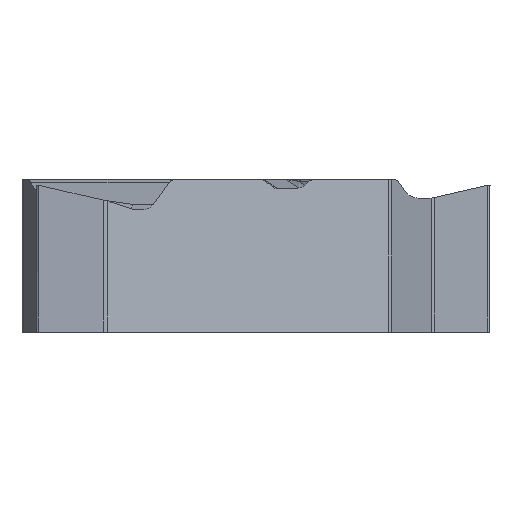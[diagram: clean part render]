
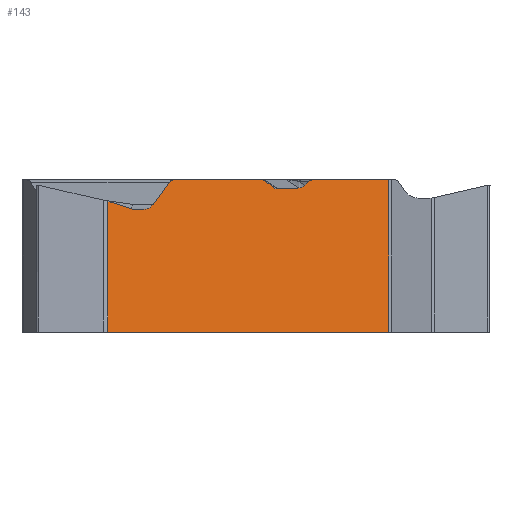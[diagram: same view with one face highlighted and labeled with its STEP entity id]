
A CAD part, front view. The second image highlights one B-rep face of the part: STEP entity #143.
In plain terms, the highlighted planar face has unit normal (0.5, -0.866, 0).
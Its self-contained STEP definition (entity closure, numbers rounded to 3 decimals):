
#143=ADVANCED_FACE('',(#266),#212,.F.);
#212=PLANE('',#1819);
#266=FACE_OUTER_BOUND('',#363,.T.);
#363=EDGE_LOOP('',(#720,#721,#722,#723,#724,#725,#726,#727,#728,#729,#730,
#731,#732,#733,#734,#735,#736,#737));
#445=CIRCLE('',#1818,0.15);
#487=ELLIPSE('',#1814,0.15,0.15);
#488=ELLIPSE('',#1815,0.167,0.15);
#489=ELLIPSE('',#1816,0.177,0.15);
#490=ELLIPSE('',#1817,0.389,0.33);
#720=ORIENTED_EDGE('',*,*,#1287,.T.);
#721=ORIENTED_EDGE('',*,*,#1288,.T.);
#722=ORIENTED_EDGE('',*,*,#1289,.T.);
#723=ORIENTED_EDGE('',*,*,#1269,.F.);
#724=ORIENTED_EDGE('',*,*,#1290,.F.);
#725=ORIENTED_EDGE('',*,*,#1291,.F.);
#726=ORIENTED_EDGE('',*,*,#1292,.F.);
#727=ORIENTED_EDGE('',*,*,#1293,.F.);
#728=ORIENTED_EDGE('',*,*,#1294,.F.);
#729=ORIENTED_EDGE('',*,*,#1295,.F.);
#730=ORIENTED_EDGE('',*,*,#1296,.F.);
#731=ORIENTED_EDGE('',*,*,#1263,.F.);
#732=ORIENTED_EDGE('',*,*,#1297,.F.);
#733=ORIENTED_EDGE('',*,*,#1298,.F.);
#734=ORIENTED_EDGE('',*,*,#1299,.T.);
#735=ORIENTED_EDGE('',*,*,#1300,.T.);
#736=ORIENTED_EDGE('',*,*,#1301,.T.);
#737=ORIENTED_EDGE('',*,*,#1302,.F.);
#1079=VERTEX_POINT('',#2900);
#1080=VERTEX_POINT('',#2902);
#1085=VERTEX_POINT('',#2954);
#1086=VERTEX_POINT('',#2956);
#1094=VERTEX_POINT('',#3152);
#1095=VERTEX_POINT('',#3153);
#1096=VERTEX_POINT('',#3155);
#1097=VERTEX_POINT('',#3158);
#1098=VERTEX_POINT('',#3160);
#1099=VERTEX_POINT('',#3174);
#1100=VERTEX_POINT('',#3176);
#1101=VERTEX_POINT('',#3190);
#1102=VERTEX_POINT('',#3192);
#1103=VERTEX_POINT('',#3195);
#1104=VERTEX_POINT('',#3197);
#1105=VERTEX_POINT('',#3199);
#1106=VERTEX_POINT('',#3201);
#1107=VERTEX_POINT('',#3203);
#1263=EDGE_CURVE('',#1079,#1080,#1467,.T.);
#1269=EDGE_CURVE('',#1085,#1086,#1471,.T.);
#1287=EDGE_CURVE('',#1094,#1095,#1478,.T.);
#1288=EDGE_CURVE('',#1095,#1096,#1479,.T.);
#1289=EDGE_CURVE('',#1096,#1086,#1480,.T.);
#1290=EDGE_CURVE('',#1097,#1085,#487,.T.);
#1291=EDGE_CURVE('',#1098,#1097,#1481,.T.);
#1292=EDGE_CURVE('',#1099,#1098,#1713,.T.);
#1293=EDGE_CURVE('',#1100,#1099,#1482,.T.);
#1294=EDGE_CURVE('',#1101,#1100,#1714,.T.);
#1295=EDGE_CURVE('',#1102,#1101,#1483,.T.);
#1296=EDGE_CURVE('',#1080,#1102,#488,.T.);
#1297=EDGE_CURVE('',#1103,#1079,#489,.T.);
#1298=EDGE_CURVE('',#1104,#1103,#1484,.T.);
#1299=EDGE_CURVE('',#1104,#1105,#490,.T.);
#1300=EDGE_CURVE('',#1105,#1106,#1485,.T.);
#1301=EDGE_CURVE('',#1106,#1107,#445,.T.);
#1302=EDGE_CURVE('',#1094,#1107,#1486,.T.);
#1467=LINE('',#2901,#1610);
#1471=LINE('',#2955,#1614);
#1478=LINE('',#3151,#1622);
#1479=LINE('',#3154,#1623);
#1480=LINE('',#3156,#1624);
#1481=LINE('',#3159,#1625);
#1482=LINE('',#3175,#1626);
#1483=LINE('',#3191,#1627);
#1484=LINE('',#3196,#1628);
#1485=LINE('',#3200,#1629);
#1486=LINE('',#3204,#1630);
#1610=VECTOR('',#2100,1.);
#1614=VECTOR('',#2104,1.);
#1622=VECTOR('',#2138,1.);
#1623=VECTOR('',#2139,1.);
#1624=VECTOR('',#2140,1.);
#1625=VECTOR('',#2143,1.);
#1626=VECTOR('',#2144,1.);
#1627=VECTOR('',#2145,1.);
#1628=VECTOR('',#2150,1.);
#1629=VECTOR('',#2153,1.);
#1630=VECTOR('',#2156,1.);
#1713=B_SPLINE_CURVE_WITH_KNOTS('',3,(#3161,#3162,#3163,#3164,#3165,#3166,
#3167,#3168,#3169,#3170,#3171,#3172,#3173),.UNSPECIFIED.,.F.,.F.,(4,3,3,
3,4),(0.,0.249,0.498,0.746,1.),
 .UNSPECIFIED.);
#1714=B_SPLINE_CURVE_WITH_KNOTS('',3,(#3177,#3178,#3179,#3180,#3181,#3182,
#3183,#3184,#3185,#3186,#3187,#3188,#3189),.UNSPECIFIED.,.F.,.F.,(4,3,3,
3,4),(0.,0.234,0.468,0.701,1.),
 .UNSPECIFIED.);
#1814=AXIS2_PLACEMENT_3D('',#3157,#2141,#2142);
#1815=AXIS2_PLACEMENT_3D('',#3193,#2146,#2147);
#1816=AXIS2_PLACEMENT_3D('',#3194,#2148,#2149);
#1817=AXIS2_PLACEMENT_3D('',#3198,#2151,#2152);
#1818=AXIS2_PLACEMENT_3D('',#3202,#2154,#2155);
#1819=AXIS2_PLACEMENT_3D('',#3205,#2157,#2158);
#2100=DIRECTION('',(0.866,0.5,0.));
#2104=DIRECTION('',(0.866,0.5,0.));
#2138=DIRECTION('',(0.,0.,-1.));
#2139=DIRECTION('',(0.866,0.5,0.));
#2140=DIRECTION('',(0.,0.,1.));
#2141=DIRECTION('',(-0.5,0.866,0.));
#2142=DIRECTION('',(0.866,0.5,0.));
#2143=DIRECTION('',(0.658,0.38,0.651));
#2144=DIRECTION('',(0.865,0.5,0.043));
#2145=DIRECTION('',(0.686,0.396,-0.611));
#2146=DIRECTION('',(-0.5,0.866,0.));
#2147=DIRECTION('',(-0.866,-0.5,0.));
#2148=DIRECTION('',(-0.5,0.866,0.));
#2149=DIRECTION('',(-0.866,-0.5,0.));
#2150=DIRECTION('',(0.557,0.322,0.765));
#2151=DIRECTION('',(-0.5,0.866,0.));
#2152=DIRECTION('',(-0.866,-0.5,0.));
#2153=DIRECTION('',(-0.866,-0.5,0.));
#2154=DIRECTION('',(-0.5,0.866,0.));
#2155=DIRECTION('',(0.,0.,-1.));
#2156=DIRECTION('',(0.837,0.483,-0.259));
#2157=DIRECTION('',(-0.5,0.866,0.));
#2158=DIRECTION('',(0.,0.,-1.));
#2900=CARTESIAN_POINT('',(-0.579,-5.834,0.22));
#2901=CARTESIAN_POINT('',(5.129,-2.538,0.22));
#2902=CARTESIAN_POINT('',(1.861,-4.425,0.22));
#2954=CARTESIAN_POINT('',(3.222,-3.639,0.22));
#2955=CARTESIAN_POINT('',(-0.367,-5.711,0.22));
#2956=CARTESIAN_POINT('',(5.332,-2.421,0.22));
#3151=CARTESIAN_POINT('',(-2.395,-6.882,-5.47));
#3152=CARTESIAN_POINT('',(-2.395,-6.882,-0.372));
#3153=CARTESIAN_POINT('',(-2.395,-6.882,-3.97));
#3154=CARTESIAN_POINT('',(-0.367,-5.711,-3.97));
#3155=CARTESIAN_POINT('',(5.332,-2.421,-3.97));
#3156=CARTESIAN_POINT('',(5.332,-2.421,3.22));
#3157=CARTESIAN_POINT('',(3.222,-3.639,0.07));
#3158=CARTESIAN_POINT('',(3.137,-3.688,0.184));
#3159=CARTESIAN_POINT('',(1.072,-4.88,-1.859));
#3160=CARTESIAN_POINT('',(3.029,-3.75,0.077));
#3161=CARTESIAN_POINT('',(2.857,-3.85,-0.002));
#3162=CARTESIAN_POINT('',(2.873,-3.841,-0.001));
#3163=CARTESIAN_POINT('',(2.888,-3.832,0.002));
#3164=CARTESIAN_POINT('',(2.904,-3.823,0.005));
#3165=CARTESIAN_POINT('',(2.919,-3.814,0.009));
#3166=CARTESIAN_POINT('',(2.934,-3.805,0.014));
#3167=CARTESIAN_POINT('',(2.949,-3.797,0.021));
#3168=CARTESIAN_POINT('',(2.963,-3.789,0.028));
#3169=CARTESIAN_POINT('',(2.977,-3.78,0.036));
#3170=CARTESIAN_POINT('',(2.99,-3.773,0.045));
#3171=CARTESIAN_POINT('',(3.004,-3.765,0.054));
#3172=CARTESIAN_POINT('',(3.017,-3.757,0.065));
#3173=CARTESIAN_POINT('',(3.029,-3.75,0.077));
#3174=CARTESIAN_POINT('',(2.857,-3.85,-0.002));
#3175=CARTESIAN_POINT('',(-0.358,-5.706,-0.16));
#3176=CARTESIAN_POINT('',(2.296,-4.173,-0.029));
#3177=CARTESIAN_POINT('',(2.124,-4.273,0.033));
#3178=CARTESIAN_POINT('',(2.136,-4.266,0.022));
#3179=CARTESIAN_POINT('',(2.148,-4.259,0.013));
#3180=CARTESIAN_POINT('',(2.161,-4.252,0.006));
#3181=CARTESIAN_POINT('',(2.173,-4.245,-0.002));
#3182=CARTESIAN_POINT('',(2.186,-4.237,-0.009));
#3183=CARTESIAN_POINT('',(2.2,-4.229,-0.014));
#3184=CARTESIAN_POINT('',(2.214,-4.221,-0.019));
#3185=CARTESIAN_POINT('',(2.228,-4.213,-0.023));
#3186=CARTESIAN_POINT('',(2.242,-4.205,-0.026));
#3187=CARTESIAN_POINT('',(2.26,-4.195,-0.029));
#3188=CARTESIAN_POINT('',(2.278,-4.184,-0.03));
#3189=CARTESIAN_POINT('',(2.296,-4.173,-0.029));
#3190=CARTESIAN_POINT('',(2.124,-4.273,0.033));
#3191=CARTESIAN_POINT('',(3.988,-3.197,-1.628));
#3192=CARTESIAN_POINT('',(1.954,-4.371,0.184));
#3193=CARTESIAN_POINT('',(1.861,-4.425,0.07));
#3194=CARTESIAN_POINT('',(-0.579,-5.834,0.07));
#3195=CARTESIAN_POINT('',(-0.704,-5.906,0.157));
#3196=CARTESIAN_POINT('',(1.68,-4.529,3.43));
#3197=CARTESIAN_POINT('',(-1.151,-6.164,-0.457));
#3198=CARTESIAN_POINT('',(-1.425,-6.322,-0.265));
#3199=CARTESIAN_POINT('',(-1.425,-6.322,-0.595));
#3200=CARTESIAN_POINT('',(5.129,-2.538,-0.595));
#3201=CARTESIAN_POINT('',(-1.655,-6.455,-0.595));
#3202=CARTESIAN_POINT('',(-1.655,-6.455,-0.445));
#3203=CARTESIAN_POINT('',(-1.689,-6.474,-0.59));
#3204=CARTESIAN_POINT('',(4.527,-2.885,-2.513));
#3205=CARTESIAN_POINT('',(-0.367,-5.711,0.08));
